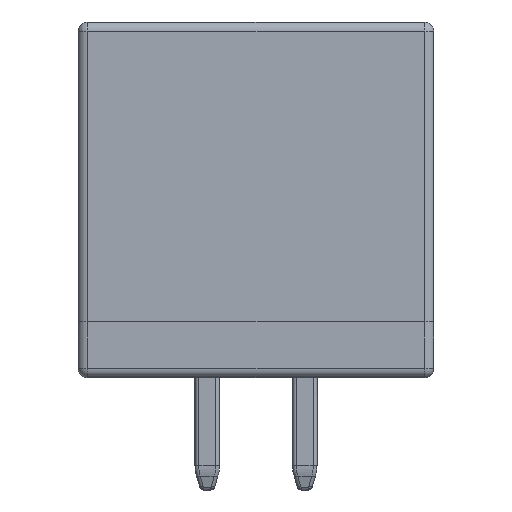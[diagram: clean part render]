
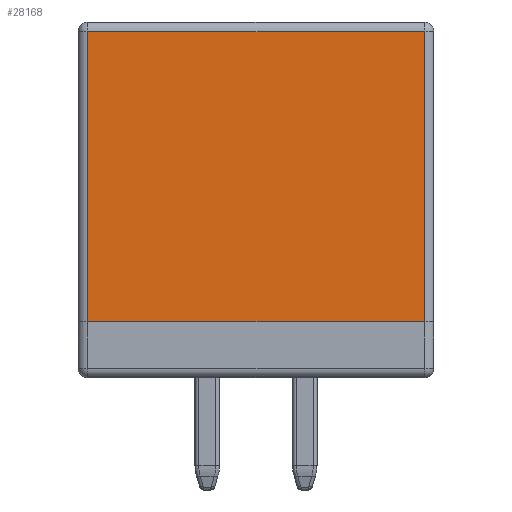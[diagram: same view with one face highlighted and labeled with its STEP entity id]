
A CAD part, left-side view. The second image highlights one B-rep face of the part: STEP entity #28168.
In plain terms, the highlighted face is planar.
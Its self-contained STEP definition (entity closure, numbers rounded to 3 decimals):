
#25818 = CYLINDRICAL_SURFACE('',#25819,0.25);
#25819 = AXIS2_PLACEMENT_3D('',#25820,#25821,#25822);
#25820 = CARTESIAN_POINT('',(3.56,-4.385,1.46));
#25821 = DIRECTION('',(0.,0.,1.));
#25822 = DIRECTION('',(0.,-1.,0.));
#26093 = CYLINDRICAL_SURFACE('',#26094,0.25);
#26094 = AXIS2_PLACEMENT_3D('',#26095,#26096,#26097);
#26095 = CARTESIAN_POINT('',(3.56,-4.635,9.02));
#26096 = DIRECTION('',(0.,1.,0.));
#26097 = DIRECTION('',(0.,0.,1.));
#27058 = VERTEX_POINT('',#27059);
#27059 = CARTESIAN_POINT('',(3.81,-4.385,1.46));
#27081 = EDGE_CURVE('',#27058,#27082,#27084,.T.);
#27082 = VERTEX_POINT('',#27083);
#27083 = CARTESIAN_POINT('',(3.81,-4.385,9.02));
#27084 = SURFACE_CURVE('',#27085,(#27089,#27096),.PCURVE_S1.);
#27085 = LINE('',#27086,#27087);
#27086 = CARTESIAN_POINT('',(3.81,-4.385,1.46));
#27087 = VECTOR('',#27088,1.);
#27088 = DIRECTION('',(0.,0.,1.));
#27089 = PCURVE('',#25818,#27090);
#27090 = DEFINITIONAL_REPRESENTATION('',(#27091),#27095);
#27091 = LINE('',#27092,#27093);
#27092 = CARTESIAN_POINT('',(1.571,0.));
#27093 = VECTOR('',#27094,1.);
#27094 = DIRECTION('',(0.,1.));
#27095 = ( GEOMETRIC_REPRESENTATION_CONTEXT(2) 
PARAMETRIC_REPRESENTATION_CONTEXT() REPRESENTATION_CONTEXT('2D SPACE',''
  ) );
#27096 = PCURVE('',#27097,#27102);
#27097 = PLANE('',#27098);
#27098 = AXIS2_PLACEMENT_3D('',#27099,#27100,#27101);
#27099 = CARTESIAN_POINT('',(3.81,-4.635,1.46));
#27100 = DIRECTION('',(-1.,0.,0.));
#27101 = DIRECTION('',(0.,1.,0.));
#27102 = DEFINITIONAL_REPRESENTATION('',(#27103),#27107);
#27103 = LINE('',#27104,#27105);
#27104 = CARTESIAN_POINT('',(0.25,0.));
#27105 = VECTOR('',#27106,1.);
#27106 = DIRECTION('',(0.,-1.));
#27107 = ( GEOMETRIC_REPRESENTATION_CONTEXT(2) 
PARAMETRIC_REPRESENTATION_CONTEXT() REPRESENTATION_CONTEXT('2D SPACE',''
  ) );
#27265 = EDGE_CURVE('',#27082,#27266,#27268,.T.);
#27266 = VERTEX_POINT('',#27267);
#27267 = CARTESIAN_POINT('',(3.81,4.385,9.02));
#27268 = SURFACE_CURVE('',#27269,(#27273,#27280),.PCURVE_S1.);
#27269 = LINE('',#27270,#27271);
#27270 = CARTESIAN_POINT('',(3.81,-4.635,9.02));
#27271 = VECTOR('',#27272,1.);
#27272 = DIRECTION('',(0.,1.,0.));
#27273 = PCURVE('',#26093,#27274);
#27274 = DEFINITIONAL_REPRESENTATION('',(#27275),#27279);
#27275 = LINE('',#27276,#27277);
#27276 = CARTESIAN_POINT('',(1.571,0.));
#27277 = VECTOR('',#27278,1.);
#27278 = DIRECTION('',(0.,1.));
#27279 = ( GEOMETRIC_REPRESENTATION_CONTEXT(2) 
PARAMETRIC_REPRESENTATION_CONTEXT() REPRESENTATION_CONTEXT('2D SPACE',''
  ) );
#27280 = PCURVE('',#27097,#27281);
#27281 = DEFINITIONAL_REPRESENTATION('',(#27282),#27286);
#27282 = LINE('',#27283,#27284);
#27283 = CARTESIAN_POINT('',(0.,-7.56));
#27284 = VECTOR('',#27285,1.);
#27285 = DIRECTION('',(1.,0.));
#27286 = ( GEOMETRIC_REPRESENTATION_CONTEXT(2) 
PARAMETRIC_REPRESENTATION_CONTEXT() REPRESENTATION_CONTEXT('2D SPACE',''
  ) );
#27783 = PLANE('',#27784);
#27784 = AXIS2_PLACEMENT_3D('',#27785,#27786,#27787);
#27785 = CARTESIAN_POINT('',(3.81,4.635,0.));
#27786 = DIRECTION('',(1.,0.,0.));
#27787 = DIRECTION('',(0.,-1.,0.));
#27920 = CYLINDRICAL_SURFACE('',#27921,0.25);
#27921 = AXIS2_PLACEMENT_3D('',#27922,#27923,#27924);
#27922 = CARTESIAN_POINT('',(3.56,4.385,1.46));
#27923 = DIRECTION('',(0.,0.,1.));
#27924 = DIRECTION('',(0.,1.,0.));
#27938 = VERTEX_POINT('',#27939);
#27939 = CARTESIAN_POINT('',(3.81,4.385,1.46));
#28168 = ADVANCED_FACE('',(#28169),#27097,.F.);
#28169 = FACE_BOUND('',#28170,.F.);
#28170 = EDGE_LOOP('',(#28171,#28192,#28193,#28194));
#28171 = ORIENTED_EDGE('',*,*,#28172,.T.);
#28172 = EDGE_CURVE('',#27938,#27058,#28173,.T.);
#28173 = SURFACE_CURVE('',#28174,(#28178,#28185),.PCURVE_S1.);
#28174 = LINE('',#28175,#28176);
#28175 = CARTESIAN_POINT('',(3.81,4.635,1.46));
#28176 = VECTOR('',#28177,1.);
#28177 = DIRECTION('',(0.,-1.,0.));
#28178 = PCURVE('',#27097,#28179);
#28179 = DEFINITIONAL_REPRESENTATION('',(#28180),#28184);
#28180 = LINE('',#28181,#28182);
#28181 = CARTESIAN_POINT('',(9.27,0.));
#28182 = VECTOR('',#28183,1.);
#28183 = DIRECTION('',(-1.,0.));
#28184 = ( GEOMETRIC_REPRESENTATION_CONTEXT(2) 
PARAMETRIC_REPRESENTATION_CONTEXT() REPRESENTATION_CONTEXT('2D SPACE',''
  ) );
#28185 = PCURVE('',#27783,#28186);
#28186 = DEFINITIONAL_REPRESENTATION('',(#28187),#28191);
#28187 = LINE('',#28188,#28189);
#28188 = CARTESIAN_POINT('',(0.,-1.46));
#28189 = VECTOR('',#28190,1.);
#28190 = DIRECTION('',(1.,0.));
#28191 = ( GEOMETRIC_REPRESENTATION_CONTEXT(2) 
PARAMETRIC_REPRESENTATION_CONTEXT() REPRESENTATION_CONTEXT('2D SPACE',''
  ) );
#28192 = ORIENTED_EDGE('',*,*,#27081,.T.);
#28193 = ORIENTED_EDGE('',*,*,#27265,.T.);
#28194 = ORIENTED_EDGE('',*,*,#28195,.F.);
#28195 = EDGE_CURVE('',#27938,#27266,#28196,.T.);
#28196 = SURFACE_CURVE('',#28197,(#28201,#28208),.PCURVE_S1.);
#28197 = LINE('',#28198,#28199);
#28198 = CARTESIAN_POINT('',(3.81,4.385,1.46));
#28199 = VECTOR('',#28200,1.);
#28200 = DIRECTION('',(0.,0.,1.));
#28201 = PCURVE('',#27097,#28202);
#28202 = DEFINITIONAL_REPRESENTATION('',(#28203),#28207);
#28203 = LINE('',#28204,#28205);
#28204 = CARTESIAN_POINT('',(9.02,0.));
#28205 = VECTOR('',#28206,1.);
#28206 = DIRECTION('',(0.,-1.));
#28207 = ( GEOMETRIC_REPRESENTATION_CONTEXT(2) 
PARAMETRIC_REPRESENTATION_CONTEXT() REPRESENTATION_CONTEXT('2D SPACE',''
  ) );
#28208 = PCURVE('',#27920,#28209);
#28209 = DEFINITIONAL_REPRESENTATION('',(#28210),#28214);
#28210 = LINE('',#28211,#28212);
#28211 = CARTESIAN_POINT('',(-1.571,0.));
#28212 = VECTOR('',#28213,1.);
#28213 = DIRECTION('',(-0.,1.));
#28214 = ( GEOMETRIC_REPRESENTATION_CONTEXT(2) 
PARAMETRIC_REPRESENTATION_CONTEXT() REPRESENTATION_CONTEXT('2D SPACE',''
  ) );
